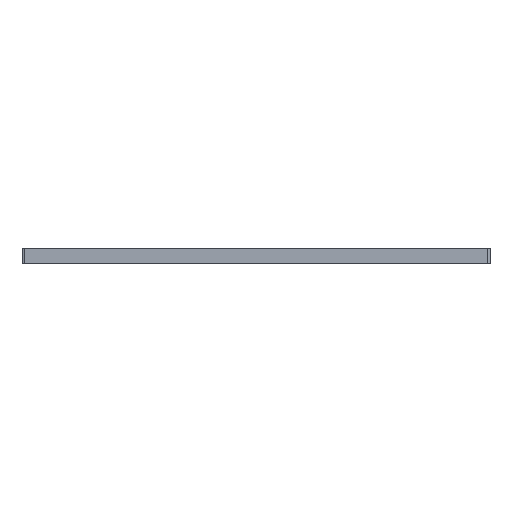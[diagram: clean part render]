
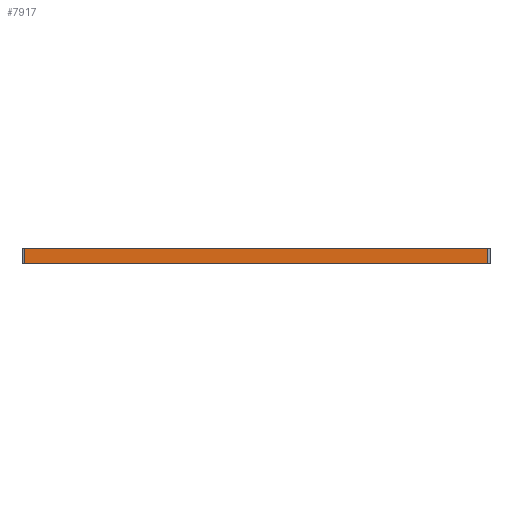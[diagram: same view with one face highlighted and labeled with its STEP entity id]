
A CAD part, left-side view. The second image highlights one B-rep face of the part: STEP entity #7917.
In plain terms, the highlighted planar face has unit normal (-1, 0, 0).
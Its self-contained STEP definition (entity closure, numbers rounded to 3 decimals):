
#3732=CARTESIAN_POINT('',(0.0,0.2,-0.75));
#3733=VERTEX_POINT('',#3732);
#3741=CARTESIAN_POINT('',(0.0,44.8,-0.75));
#3742=VERTEX_POINT('',#3741);
#3743=CARTESIAN_POINT('',(0.0,44.8,-0.75));
#3744=DIRECTION('',(0.0,-1.0,0.0));
#3745=VECTOR('',#3744,44.6);
#3746=LINE('',#3743,#3745);
#3747=EDGE_CURVE('',#3742,#3733,#3746,.T.);
#7536=CARTESIAN_POINT('',(0.0,44.8,0.75));
#7537=VERTEX_POINT('',#7536);
#7545=CARTESIAN_POINT('',(0.0,0.2,0.75));
#7546=VERTEX_POINT('',#7545);
#7547=CARTESIAN_POINT('',(0.0,0.2,0.75));
#7548=DIRECTION('',(0.0,1.0,0.0));
#7549=VECTOR('',#7548,44.6);
#7550=LINE('',#7547,#7549);
#7551=EDGE_CURVE('',#7546,#7537,#7550,.T.);
#7878=CARTESIAN_POINT('',(0.0,44.8,-0.75));
#7879=DIRECTION('',(0.0,0.0,1.0));
#7880=VECTOR('',#7879,1.5);
#7881=LINE('',#7878,#7880);
#7882=EDGE_CURVE('',#3742,#7537,#7881,.T.);
#7901=CARTESIAN_POINT('',(0.0,0.0,0.0));
#7902=DIRECTION('',(-1.0,0.0,0.0));
#7903=DIRECTION('',(0.0,0.0,1.0));
#7904=AXIS2_PLACEMENT_3D('',#7901,#7902,#7903);
#7905=PLANE('',#7904);
#7906=ORIENTED_EDGE('',*,*,#7882,.F.);
#7907=ORIENTED_EDGE('',*,*,#3747,.T.);
#7908=CARTESIAN_POINT('',(0.0,0.2,0.75));
#7909=DIRECTION('',(0.0,0.0,-1.0));
#7910=VECTOR('',#7909,1.5);
#7911=LINE('',#7908,#7910);
#7912=EDGE_CURVE('',#7546,#3733,#7911,.T.);
#7913=ORIENTED_EDGE('',*,*,#7912,.F.);
#7914=ORIENTED_EDGE('',*,*,#7551,.T.);
#7915=EDGE_LOOP('',(#7906,#7907,#7913,#7914));
#7916=FACE_OUTER_BOUND('',#7915,.T.);
#7917=ADVANCED_FACE('',(#7916),#7905,.T.);
